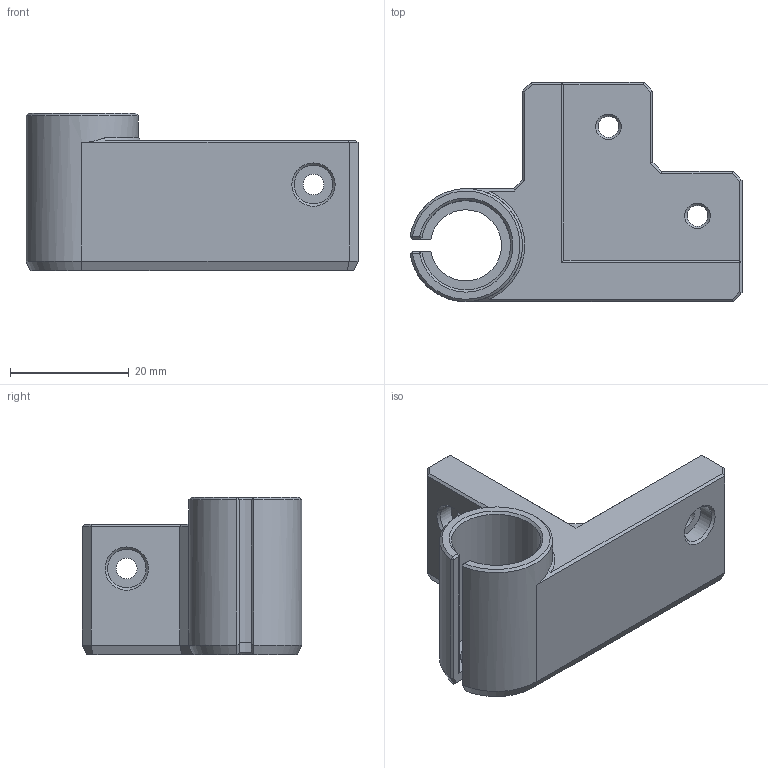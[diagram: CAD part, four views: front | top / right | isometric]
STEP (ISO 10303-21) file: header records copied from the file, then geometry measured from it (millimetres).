
FILE_DESCRIPTION(/* description */ (''),/* implementation_level */ '2;1');
FILE_NAME(/* name */ 'z_bearing_holder_a_x2.step',/* time_stamp */ '2024-11-14T00:02:21+01:00',/* author */ (''),/* organization */ (''),/* preprocessor_version */ 'ST-DEVELOPER v20',/* originating_system */ 'Autodesk Translation Framework v13.20.0.188',/* authorisation */ '');
FILE_SCHEMA (('AUTOMOTIVE_DESIGN { 1 0 10303 214 3 1 1 }'));
Length unit declared in the file: millimetre
Products named in the file (1): (Unsaved)
Bounding box: 55.95 x 37 x 26.5 mm (x, y, z)
Volume: 18014.4 mm3; surface area: 8142.5 mm2
Topology: 1 solids, 1 shells, 120 faces, 285 edges, 169 vertices
Faces by surface type: plane 94, cone 13, cylinder 11, bspline 2
Full cylindrical faces by diameter (mm): 3.5 x4, 6.5 x4
Entity records: 3477 total; most frequent: CARTESIAN_POINT 681, ORIENTED_EDGE 570, DIRECTION 563, EDGE_CURVE 285, LINE 209, VECTOR 209, AXIS2_PLACEMENT_3D 177, VERTEX_POINT 169
